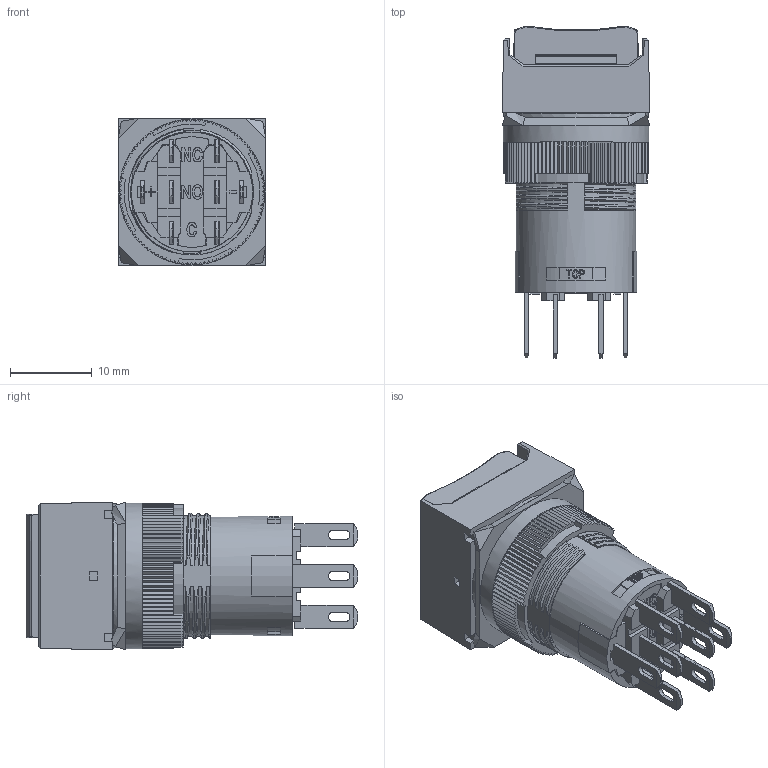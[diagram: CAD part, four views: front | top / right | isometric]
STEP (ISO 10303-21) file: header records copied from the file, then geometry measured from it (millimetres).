
FILE_DESCRIPTION( ( 'Unknown' ), '1' );
FILE_NAME( 'C1S0x-S2xxx-H01-20210324.stp', 'Unknown', ( 'Unknown' ), ( 'Unknown' ), 'XStep 1.0', 'Unknown', ' ' );
FILE_SCHEMA( ( 'automotive_design' ) );
Length unit declared in the file: millimetre
Products named in the file (1): 13
Bounding box: 18 x 40.51 x 18 mm (x, y, z)
Volume: 7344.7 mm3; surface area: 4482.9 mm2
Topology: 1 solids, 1 shells, 1161 faces, 3516 edges, 2315 vertices
Faces by surface type: plane 747, cylinder 192, bspline 125, cone 51, extrusion 46
Full cylindrical faces by diameter (mm): 14.6 x1, 16.5 x1, 16.8 x1, 17.6 x1, 17.8 x1
Entity records: 53403 total; most frequent: CARTESIAN_POINT 14547, ORIENTED_EDGE 7014, DIRECTION 5094, EDGE_CURVE 3507, VECTOR 2362, LINE 2316, VERTEX_POINT 2311, AXIS2_PLACEMENT_3D 1366
